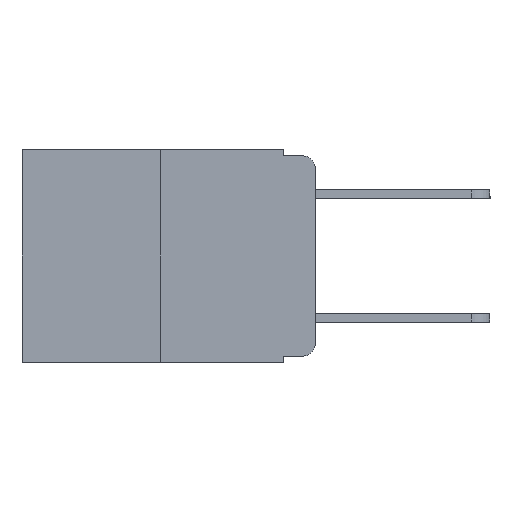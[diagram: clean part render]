
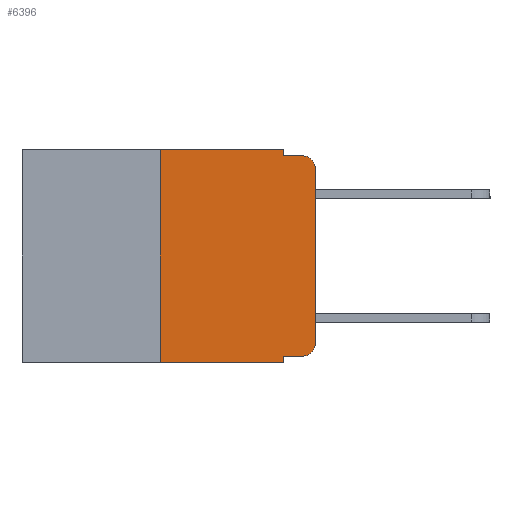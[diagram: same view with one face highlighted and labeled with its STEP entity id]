
A CAD part, left-side view. The second image highlights one B-rep face of the part: STEP entity #6396.
In plain terms, the highlighted planar face has unit normal (-1, 0, 0).
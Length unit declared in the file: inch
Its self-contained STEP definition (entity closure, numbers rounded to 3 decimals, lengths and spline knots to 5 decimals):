
#124 = DIRECTION ( 'NONE',  ( 0., 0., -1. ) ) ;
#164 = CARTESIAN_POINT ( 'NONE',  ( 0., 0., -0.03 ) ) ;
#298 = EDGE_CURVE ( 'NONE', #2657, #4795, #7493, .T. ) ;
#354 = DIRECTION ( 'NONE',  ( 1., 0., 0. ) ) ;
#377 = CARTESIAN_POINT ( 'NONE',  ( 0., 0.473, 0. ) ) ;
#384 = EDGE_CURVE ( 'NONE', #5080, #2657, #3178, .T. ) ;
#514 = EDGE_CURVE ( 'NONE', #3764, #3893, #7072, .T. ) ;
#518 = EDGE_CURVE ( 'NONE', #3893, #3880, #4858, .T. ) ;
#548 = CARTESIAN_POINT ( 'NONE',  ( 0., 0.051, -0.343 ) ) ;
#668 = DIRECTION ( 'NONE',  ( 0., -1., 0. ) ) ;
#676 = VECTOR ( 'NONE', #2978, 39.37008 ) ;
#714 = CARTESIAN_POINT ( 'NONE',  ( 0., 0.02, -0.01 ) ) ;
#917 = CARTESIAN_POINT ( 'NONE',  ( 0., 0.051, -0.333 ) ) ;
#926 = EDGE_CURVE ( 'NONE', #8836, #3880, #5189, .T. ) ;
#951 = VECTOR ( 'NONE', #1617, 39.37008 ) ;
#984 = CARTESIAN_POINT ( 'NONE',  ( 0., 0.051, 0. ) ) ;
#1012 = CARTESIAN_POINT ( 'NONE',  ( 0., 0.051, 0. ) ) ;
#1293 = DIRECTION ( 'NONE',  ( 0., 0., -1. ) ) ;
#1409 = EDGE_CURVE ( 'NONE', #2059, #3764, #4729, .T. ) ;
#1617 = DIRECTION ( 'NONE',  ( 0., -1., 0. ) ) ;
#1730 = ORIENTED_EDGE ( 'NONE', *, *, #8938, .T. ) ;
#1739 = ORIENTED_EDGE ( 'NONE', *, *, #518, .F. ) ;
#1749 = EDGE_CURVE ( 'NONE', #4532, #2059, #3497, .T. ) ;
#1753 = ORIENTED_EDGE ( 'NONE', *, *, #514, .F. ) ;
#1806 = ORIENTED_EDGE ( 'NONE', *, *, #2368, .T. ) ;
#1820 = ORIENTED_EDGE ( 'NONE', *, *, #384, .T. ) ;
#1851 = ORIENTED_EDGE ( 'NONE', *, *, #3023, .F. ) ;
#1859 = ORIENTED_EDGE ( 'NONE', *, *, #298, .T. ) ;
#1955 = ORIENTED_EDGE ( 'NONE', *, *, #926, .T. ) ;
#2026 = CARTESIAN_POINT ( 'NONE',  ( 0., 0.051, 0. ) ) ;
#2036 = ORIENTED_EDGE ( 'NONE', *, *, #1749, .F. ) ;
#2059 = VERTEX_POINT ( 'NONE', #4952 ) ;
#2128 = VECTOR ( 'NONE', #7286, 39.37008 ) ;
#2368 = EDGE_CURVE ( 'NONE', #4532, #9161, #6119, .T. ) ;
#2641 = PLANE ( 'NONE',  #3422 ) ;
#2657 = VERTEX_POINT ( 'NONE', #8036 ) ;
#2824 = VECTOR ( 'NONE', #668, 39.37008 ) ;
#2974 = FACE_OUTER_BOUND ( 'NONE', #7346, .T. ) ;
#2978 = DIRECTION ( 'NONE',  ( 0., -1., 0. ) ) ;
#3023 = EDGE_CURVE ( 'NONE', #5080, #9161, #7239, .T. ) ;
#3054 = CARTESIAN_POINT ( 'NONE',  ( 0., 0.051, -0.01 ) ) ;
#3178 = LINE ( 'NONE', #917, #951 ) ;
#3348 = CARTESIAN_POINT ( 'NONE',  ( 0., 0.051, -0.333 ) ) ;
#3422 = AXIS2_PLACEMENT_3D ( 'NONE', #377, #354, #124 ) ;
#3497 = LINE ( 'NONE', #3636, #7557 ) ;
#3636 = CARTESIAN_POINT ( 'NONE',  ( 0., 0.25, 0. ) ) ;
#3764 = VERTEX_POINT ( 'NONE', #2026 ) ;
#3880 = VERTEX_POINT ( 'NONE', #714 ) ;
#3893 = VERTEX_POINT ( 'NONE', #5484 ) ;
#4156 = LINE ( 'NONE', #5118, #9168 ) ;
#4532 = VERTEX_POINT ( 'NONE', #6259 ) ;
#4729 = LINE ( 'NONE', #8260, #2824 ) ;
#4795 = VERTEX_POINT ( 'NONE', #6128 ) ;
#4858 = LINE ( 'NONE', #3054, #676 ) ;
#4952 = CARTESIAN_POINT ( 'NONE',  ( 0., 0.25, 0. ) ) ;
#5080 = VERTEX_POINT ( 'NONE', #3348 ) ;
#5089 = VECTOR ( 'NONE', #1293, 39.37008 ) ;
#5118 = CARTESIAN_POINT ( 'NONE',  ( 0., 0., 0. ) ) ;
#5189 = CIRCLE ( 'NONE', #5822, 0.02 ) ;
#5238 = VECTOR ( 'NONE', #7803, 39.37008 ) ;
#5384 = ORIENTED_EDGE ( 'NONE', *, *, #1409, .F. ) ;
#5484 = CARTESIAN_POINT ( 'NONE',  ( 0., 0.051, -0.01 ) ) ;
#5822 = AXIS2_PLACEMENT_3D ( 'NONE', #7881, #7702, #7694 ) ;
#5867 = AXIS2_PLACEMENT_3D ( 'NONE', #7354, #8273, #6942 ) ;
#6119 = LINE ( 'NONE', #7349, #2128 ) ;
#6128 = CARTESIAN_POINT ( 'NONE',  ( 0., 0., -0.313 ) ) ;
#6259 = CARTESIAN_POINT ( 'NONE',  ( 0., 0.25, -0.343 ) ) ;
#6396 = ADVANCED_FACE ( 'NONE', ( #2974 ), #2641, .F. ) ;
#6942 = DIRECTION ( 'NONE',  ( 0., 0., -1. ) ) ;
#7072 = LINE ( 'NONE', #1012, #5089 ) ;
#7239 = LINE ( 'NONE', #984, #5238 ) ;
#7286 = DIRECTION ( 'NONE',  ( 0., -1., 0. ) ) ;
#7346 = EDGE_LOOP ( 'NONE', ( #1730, #1955, #1739, #1753, #5384, #2036, #1806, #1851, #1820, #1859 ) ) ;
#7349 = CARTESIAN_POINT ( 'NONE',  ( 0., 0.473, -0.343 ) ) ;
#7354 = CARTESIAN_POINT ( 'NONE',  ( 0., 0.02, -0.313 ) ) ;
#7381 = DIRECTION ( 'NONE',  ( 0., 0., 1. ) ) ;
#7493 = CIRCLE ( 'NONE', #5867, 0.02 ) ;
#7557 = VECTOR ( 'NONE', #8652, 39.37008 ) ;
#7694 = DIRECTION ( 'NONE',  ( 0., 0., -1. ) ) ;
#7702 = DIRECTION ( 'NONE',  ( -1., 0., 0. ) ) ;
#7803 = DIRECTION ( 'NONE',  ( 0., 0., -1. ) ) ;
#7881 = CARTESIAN_POINT ( 'NONE',  ( 0., 0.02, -0.03 ) ) ;
#8036 = CARTESIAN_POINT ( 'NONE',  ( 0., 0.02, -0.333 ) ) ;
#8260 = CARTESIAN_POINT ( 'NONE',  ( 0., 0.473, 0. ) ) ;
#8273 = DIRECTION ( 'NONE',  ( -1., 0., 0. ) ) ;
#8652 = DIRECTION ( 'NONE',  ( 0., 0., 1. ) ) ;
#8836 = VERTEX_POINT ( 'NONE', #164 ) ;
#8938 = EDGE_CURVE ( 'NONE', #4795, #8836, #4156, .T. ) ;
#9161 = VERTEX_POINT ( 'NONE', #548 ) ;
#9168 = VECTOR ( 'NONE', #7381, 39.37008 ) ;
